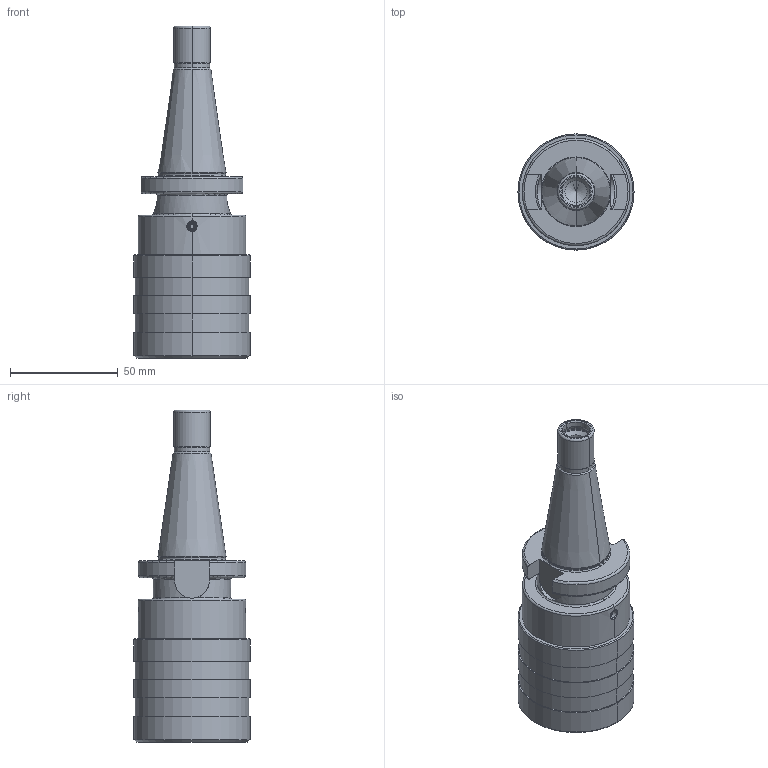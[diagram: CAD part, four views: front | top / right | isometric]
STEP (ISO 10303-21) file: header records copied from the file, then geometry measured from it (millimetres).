
FILE_DESCRIPTION((''),'2;1');
FILE_NAME('301_16_20','2020-09-01T',('103090'),(''),'CREO PARAMETRIC BY PTC INC, 2016260','CREO PARAMETRIC BY PTC INC, 2016260','');
FILE_SCHEMA(('CONFIG_CONTROL_DESIGN'));
Length unit declared in the file: millimetre
Products named in the file (1): 301_16_20
Bounding box: 54 x 54 x 154.4 mm (x, y, z)
Volume: 157869.5 mm3; surface area: 48350.1 mm2
Topology: 1 solids, 1 shells, 165 faces, 388 edges, 234 vertices
Faces by surface type: plane 51, cylinder 50, cone 32, torus 26, sphere 6
Entity records: 5117 total; most frequent: CARTESIAN_POINT 1295, DIRECTION 838, ORIENTED_EDGE 760, EDGE_CURVE 380, AXIS2_PLACEMENT_3D 348, VERTEX_POINT 234, EDGE_LOOP 182, CIRCLE 180
